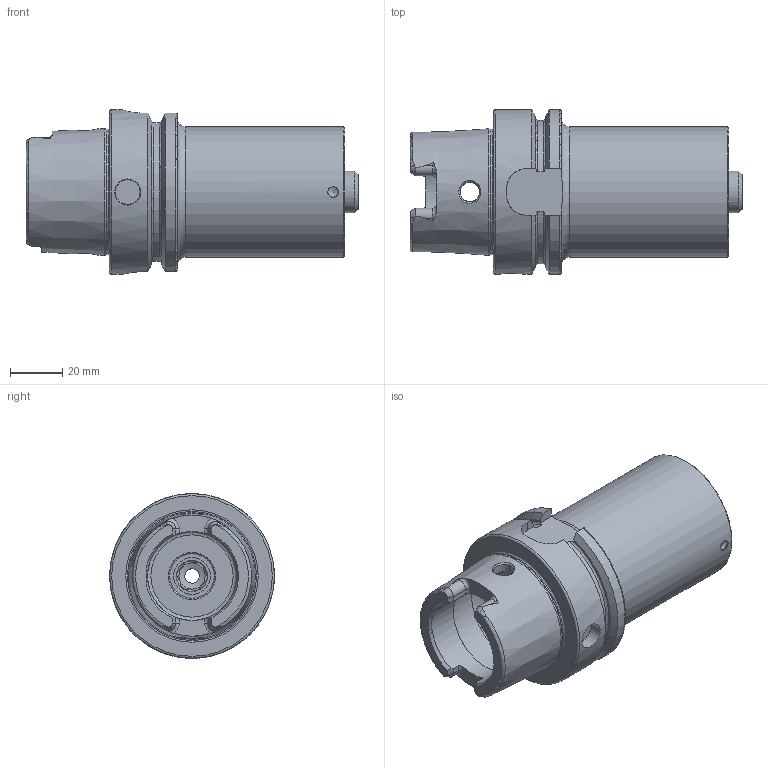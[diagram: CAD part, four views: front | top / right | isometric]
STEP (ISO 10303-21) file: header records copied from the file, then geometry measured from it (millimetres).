
FILE_DESCRIPTION (( 'STEP AP214' ), '1' );
FILE_NAME ('HA6.PS5.K01.090.STEP', '2026-01-29T15:13:36', ( '' ), ( '' ), 'SwSTEP 2.0', 'SolidWorks 2022', '' );
FILE_SCHEMA (( 'AUTOMOTIVE_DESIGN' ));
Length unit declared in the file: millimetre
Products named in the file (4): HA6-PS5.K01.090_A; PS5-ER1.K01.070_B_gewinde; HA6.PS5.K01.090; PS5-ER2.001.017_B
Assembly tree (3 placements, depth 2):
  HA6.PS5.K01.090
    HA6-PS5.K01.090_A
    PS5-ER1.K01.070_B_gewinde
    PS5-ER2.001.017_B
Bounding box: 126.95 x 63 x 63 mm (x, y, z)
Volume: 179934.2 mm3; surface area: 45921.4 mm2
Topology: 3 solids, 3 shells, 217 faces, 553 edges, 346 vertices
Faces by surface type: plane 68, cylinder 61, cone 45, torus 33, bspline 10
Full cylindrical faces by diameter (mm): 4 x1, 5.5 x2, 7.5 x2, 10 x2, 14 x1, 16 x1, 16.4 x1, 17 x1, 19 x1, 21.5 x1, 21.6 x1, 22.5 x1, 24 x1, 25.4 x1, 34 x2, 39.2 x1, 40 x1, 47.941 x1, 50 x1, 63 x1
Entity records: 8718 total; most frequent: CARTESIAN_POINT 3253, DIRECTION 972, ORIENTED_EDGE 958, EDGE_CURVE 479, AXIS2_PLACEMENT_3D 416, VERTEX_POINT 330, EDGE_LOOP 291, FACE_OUTER_BOUND 257
